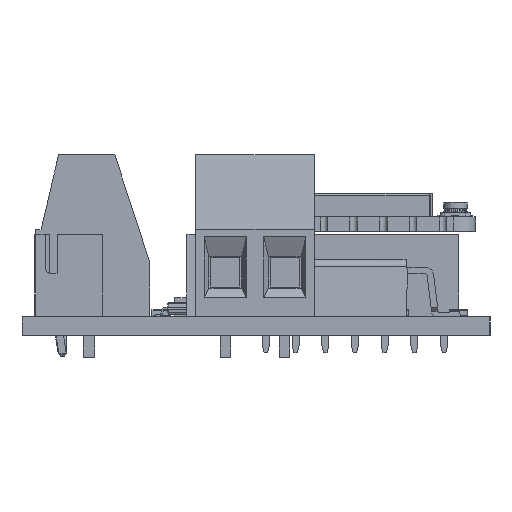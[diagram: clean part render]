
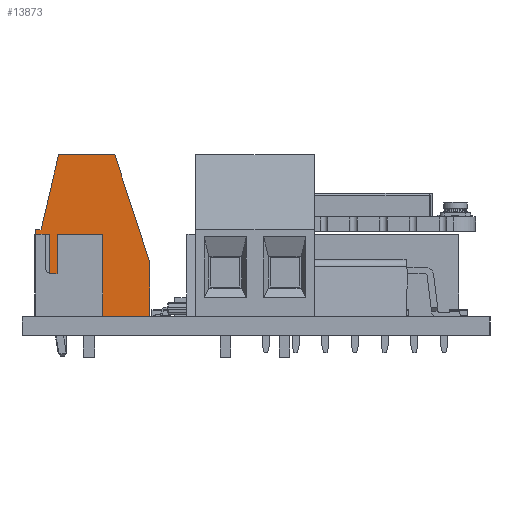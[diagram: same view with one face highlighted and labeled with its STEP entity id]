
A CAD part, left-side view. The second image highlights one B-rep face of the part: STEP entity #13873.
In plain terms, the highlighted face is planar.
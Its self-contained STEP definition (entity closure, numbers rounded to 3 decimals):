
#13432 = VERTEX_POINT('',#13433);
#13433 = CARTESIAN_POINT('',(7.62,-2.6,13.8));
#13439 = EDGE_CURVE('',#13432,#13440,#13442,.T.);
#13440 = VERTEX_POINT('',#13441);
#13441 = CARTESIAN_POINT('',(7.62,-4.1,7.4));
#13442 = LINE('',#13443,#13444);
#13443 = CARTESIAN_POINT('',(7.62,-2.6,13.8));
#13444 = VECTOR('',#13445,1.);
#13445 = DIRECTION('',(0.,-0.228,-0.974));
#13464 = VERTEX_POINT('',#13465);
#13465 = CARTESIAN_POINT('',(7.62,2.2,13.8));
#13471 = EDGE_CURVE('',#13464,#13432,#13472,.T.);
#13472 = LINE('',#13473,#13474);
#13473 = CARTESIAN_POINT('',(7.62,5.2,13.8));
#13474 = VECTOR('',#13475,1.);
#13475 = DIRECTION('',(0.,-1.,0.));
#13509 = EDGE_CURVE('',#13464,#13510,#13512,.T.);
#13510 = VERTEX_POINT('',#13511);
#13511 = CARTESIAN_POINT('',(7.62,5.2,4.57));
#13512 = LINE('',#13513,#13514);
#13513 = CARTESIAN_POINT('',(7.62,2.2,13.8));
#13514 = VECTOR('',#13515,1.);
#13515 = DIRECTION('',(0.,0.309,-0.951));
#13534 = VERTEX_POINT('',#13535);
#13535 = CARTESIAN_POINT('',(7.62,5.2,0.));
#13541 = EDGE_CURVE('',#13534,#13510,#13542,.T.);
#13542 = LINE('',#13543,#13544);
#13543 = CARTESIAN_POINT('',(7.62,5.2,0.));
#13544 = VECTOR('',#13545,1.);
#13545 = DIRECTION('',(0.,0.,1.));
#13581 = EDGE_CURVE('',#13582,#13534,#13584,.T.);
#13582 = VERTEX_POINT('',#13583);
#13583 = CARTESIAN_POINT('',(7.62,-3.37,0.));
#13584 = LINE('',#13585,#13586);
#13585 = CARTESIAN_POINT('',(7.62,-4.6,0.));
#13586 = VECTOR('',#13587,1.);
#13587 = DIRECTION('',(0.,1.,0.));
#13606 = VERTEX_POINT('',#13607);
#13607 = CARTESIAN_POINT('',(7.62,-3.83,0.));
#13613 = EDGE_CURVE('',#13614,#13606,#13616,.T.);
#13614 = VERTEX_POINT('',#13615);
#13615 = CARTESIAN_POINT('',(7.62,-4.6,0.));
#13616 = LINE('',#13617,#13618);
#13617 = CARTESIAN_POINT('',(7.62,-4.6,0.));
#13618 = VECTOR('',#13619,1.);
#13619 = DIRECTION('',(0.,1.,0.));
#13770 = VERTEX_POINT('',#13771);
#13771 = CARTESIAN_POINT('',(7.62,-4.6,7.4));
#13777 = EDGE_CURVE('',#13770,#13614,#13778,.T.);
#13778 = LINE('',#13779,#13780);
#13779 = CARTESIAN_POINT('',(7.62,-4.6,13.8));
#13780 = VECTOR('',#13781,1.);
#13781 = DIRECTION('',(0.,0.,-1.));
#13861 = EDGE_CURVE('',#13440,#13770,#13862,.T.);
#13862 = LINE('',#13863,#13864);
#13863 = CARTESIAN_POINT('',(7.62,-4.1,7.4));
#13864 = VECTOR('',#13865,1.);
#13865 = DIRECTION('',(0.,-1.,0.));
#13873 = ADVANCED_FACE('',(#13874),#13906,.T.);
#13874 = FACE_BOUND('',#13875,.T.);
#13875 = EDGE_LOOP('',(#13876,#13877,#13878,#13879,#13880,#13888,#13896,
    #13902,#13903,#13904,#13905));
#13876 = ORIENTED_EDGE('',*,*,#13439,.T.);
#13877 = ORIENTED_EDGE('',*,*,#13861,.T.);
#13878 = ORIENTED_EDGE('',*,*,#13777,.T.);
#13879 = ORIENTED_EDGE('',*,*,#13613,.T.);
#13880 = ORIENTED_EDGE('',*,*,#13881,.T.);
#13881 = EDGE_CURVE('',#13606,#13882,#13884,.T.);
#13882 = VERTEX_POINT('',#13883);
#13883 = CARTESIAN_POINT('',(7.62,-3.83,7.));
#13884 = LINE('',#13885,#13886);
#13885 = CARTESIAN_POINT('',(7.62,-3.83,0.));
#13886 = VECTOR('',#13887,1.);
#13887 = DIRECTION('',(0.,0.,1.));
#13888 = ORIENTED_EDGE('',*,*,#13889,.T.);
#13889 = EDGE_CURVE('',#13882,#13890,#13892,.T.);
#13890 = VERTEX_POINT('',#13891);
#13891 = CARTESIAN_POINT('',(7.62,-3.37,7.));
#13892 = LINE('',#13893,#13894);
#13893 = CARTESIAN_POINT('',(7.62,-3.83,7.));
#13894 = VECTOR('',#13895,1.);
#13895 = DIRECTION('',(0.,1.,0.));
#13896 = ORIENTED_EDGE('',*,*,#13897,.F.);
#13897 = EDGE_CURVE('',#13582,#13890,#13898,.T.);
#13898 = LINE('',#13899,#13900);
#13899 = CARTESIAN_POINT('',(7.62,-3.37,0.));
#13900 = VECTOR('',#13901,1.);
#13901 = DIRECTION('',(0.,0.,1.));
#13902 = ORIENTED_EDGE('',*,*,#13581,.T.);
#13903 = ORIENTED_EDGE('',*,*,#13541,.T.);
#13904 = ORIENTED_EDGE('',*,*,#13509,.F.);
#13905 = ORIENTED_EDGE('',*,*,#13471,.T.);
#13906 = PLANE('',#13907);
#13907 = AXIS2_PLACEMENT_3D('',#13908,#13909,#13910);
#13908 = CARTESIAN_POINT('',(7.62,0.3,6.9));
#13909 = DIRECTION('',(1.,0.,0.));
#13910 = DIRECTION('',(0.,0.,1.));
